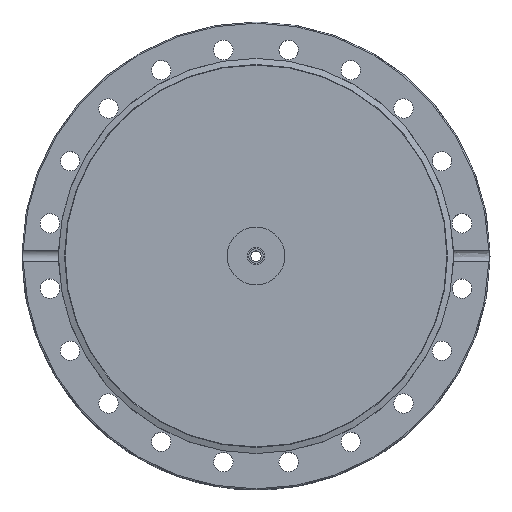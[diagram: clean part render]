
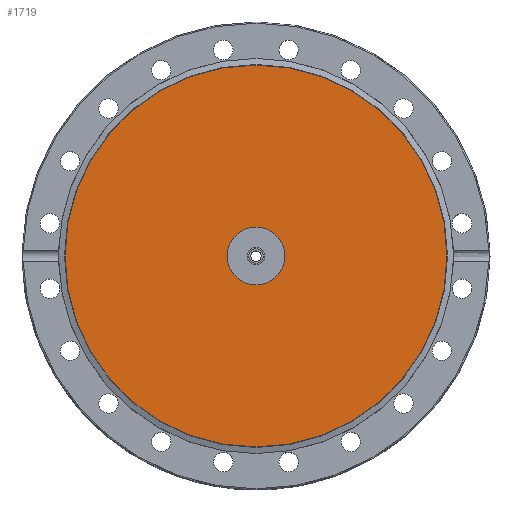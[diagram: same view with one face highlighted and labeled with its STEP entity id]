
A CAD part, top view. The second image highlights one B-rep face of the part: STEP entity #1719.
In plain terms, the highlighted planar face has unit normal (0, 0, 1).
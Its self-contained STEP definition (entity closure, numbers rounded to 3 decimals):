
#133=CARTESIAN_POINT('',(12.5,0.,20.8));
#134=VERTEX_POINT('',#133);
#135=CARTESIAN_POINT('',(0.0,0.,20.8));
#136=DIRECTION('',(0.0,0.0,-1.0));
#137=DIRECTION('',(1.0,0.0,0.0));
#138=AXIS2_PLACEMENT_3D('',#135,#136,#137);
#139=CIRCLE('',#138,12.5);
#140=EDGE_CURVE('',#134,#134,#139,.T.);
#1693=CARTESIAN_POINT('',(0.0,-82.832,20.8));
#1694=VERTEX_POINT('',#1693);
#1695=CARTESIAN_POINT('',(0.0,0.,20.8));
#1696=DIRECTION('',(0.0,0.0,-1.0));
#1697=DIRECTION('',(0.0,-1.0,0.0));
#1698=AXIS2_PLACEMENT_3D('',#1695,#1696,#1697);
#1699=CIRCLE('',#1698,82.832);
#1700=EDGE_CURVE('',#1694,#1694,#1699,.T.);
#1708=CARTESIAN_POINT('',(0.0,-41.416,20.8));
#1709=DIRECTION('',(0.0,0.0,-1.0));
#1710=DIRECTION('',(-1.0,0.0,0.0));
#1711=AXIS2_PLACEMENT_3D('',#1708,#1709,#1710);
#1712=PLANE('',#1711);
#1713=ORIENTED_EDGE('',*,*,#1700,.F.);
#1714=EDGE_LOOP('',(#1713));
#1715=FACE_OUTER_BOUND('',#1714,.T.);
#1716=ORIENTED_EDGE('',*,*,#140,.T.);
#1717=EDGE_LOOP('',(#1716));
#1718=FACE_BOUND('',#1717,.T.);
#1719=ADVANCED_FACE('',(#1715,#1718),#1712,.F.);
